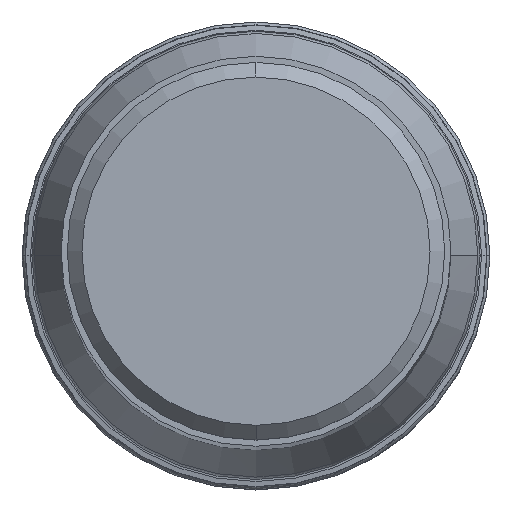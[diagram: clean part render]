
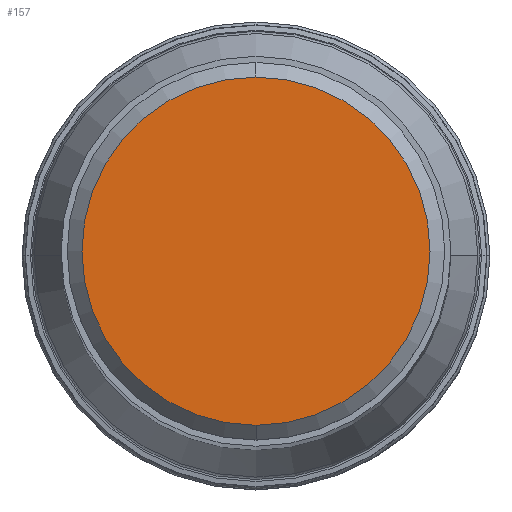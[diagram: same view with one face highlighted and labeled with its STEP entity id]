
A CAD part, top view. The second image highlights one B-rep face of the part: STEP entity #157.
In plain terms, the highlighted planar face has unit normal (0, 0, 1).
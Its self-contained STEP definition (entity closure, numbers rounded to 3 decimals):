
#29=PLANE('',#1235);
#157=ADVANCED_FACE('',(#226),#29,.F.);
#226=FACE_OUTER_BOUND('',#286,.T.);
#286=EDGE_LOOP('',(#514,#515));
#514=ORIENTED_EDGE('',*,*,#769,.F.);
#515=ORIENTED_EDGE('',*,*,#770,.F.);
#640=VERTEX_POINT('',#2911);
#641=VERTEX_POINT('',#2913);
#769=EDGE_CURVE('',#641,#640,#918,.T.);
#770=EDGE_CURVE('',#640,#641,#919,.T.);
#918=CIRCLE('',#1232,14.175);
#919=CIRCLE('',#1234,14.175);
#1232=AXIS2_PLACEMENT_3D('',#2914,#1551,#1552);
#1234=AXIS2_PLACEMENT_3D('',#2916,#1555,#1556);
#1235=AXIS2_PLACEMENT_3D('',#2917,#1557,#1558);
#1551=DIRECTION('',(0.,0.,-1.));
#1552=DIRECTION('',(0.,-1.,0.));
#1555=DIRECTION('',(0.,0.,-1.));
#1556=DIRECTION('',(0.,1.,0.));
#1557=DIRECTION('',(0.,0.,-1.));
#1558=DIRECTION('',(-1.,0.,0.));
#2911=CARTESIAN_POINT('',(0.,14.175,0.));
#2913=CARTESIAN_POINT('',(0.,-14.175,0.));
#2914=CARTESIAN_POINT('',(0.,0.,0.));
#2916=CARTESIAN_POINT('',(0.,0.,0.));
#2917=CARTESIAN_POINT('',(0.,0.,0.));
